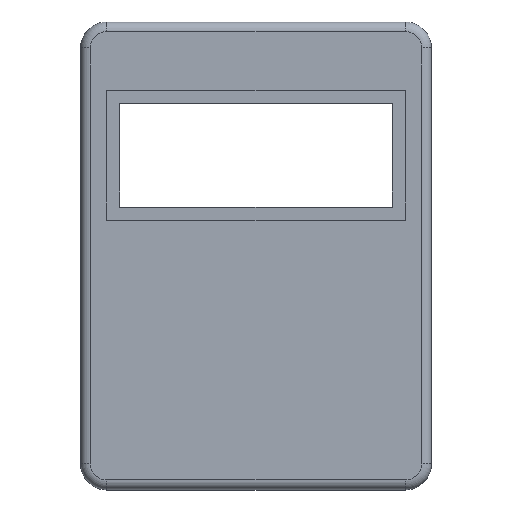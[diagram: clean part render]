
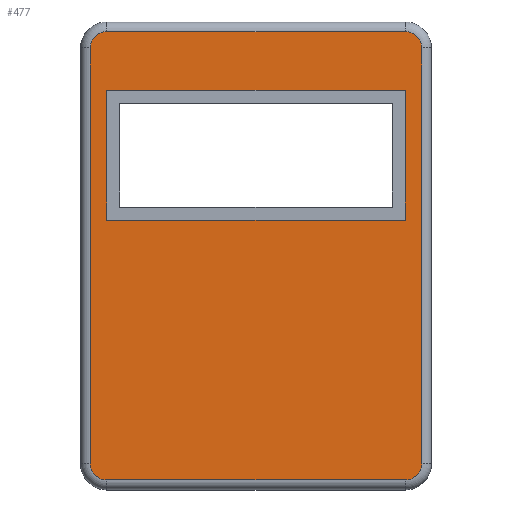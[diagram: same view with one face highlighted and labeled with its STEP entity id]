
A CAD part, top view. The second image highlights one B-rep face of the part: STEP entity #477.
In plain terms, the highlighted planar face has unit normal (0, 0, 1).
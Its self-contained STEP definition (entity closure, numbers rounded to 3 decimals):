
#131 = VERTEX_POINT('',#132);
#132 = CARTESIAN_POINT('',(4.,1.5,24.));
#139 = EDGE_CURVE('',#131,#140,#142,.T.);
#140 = VERTEX_POINT('',#141);
#141 = CARTESIAN_POINT('',(50.,1.5,24.));
#142 = LINE('',#143,#144);
#143 = CARTESIAN_POINT('',(4.,1.5,24.));
#144 = VECTOR('',#145,1.);
#145 = DIRECTION('',(1.,0.,0.));
#456 = VERTEX_POINT('',#457);
#457 = CARTESIAN_POINT('',(1.5,4.,24.));
#466 = EDGE_CURVE('',#456,#131,#467,.T.);
#467 = CIRCLE('',#468,2.5);
#468 = AXIS2_PLACEMENT_3D('',#469,#470,#471);
#469 = CARTESIAN_POINT('',(4.,4.,24.));
#470 = DIRECTION('',(0.,0.,1.));
#471 = DIRECTION('',(-1.,0.,0.));
#477 = ADVANCED_FACE('',(#478,#531),#565,.T.);
#478 = FACE_BOUND('',#479,.T.);
#479 = EDGE_LOOP('',(#480,#481,#490,#498,#507,#515,#524,#530));
#480 = ORIENTED_EDGE('',*,*,#139,.T.);
#481 = ORIENTED_EDGE('',*,*,#482,.T.);
#482 = EDGE_CURVE('',#140,#483,#485,.T.);
#483 = VERTEX_POINT('',#484);
#484 = CARTESIAN_POINT('',(52.5,4.,24.));
#485 = CIRCLE('',#486,2.5);
#486 = AXIS2_PLACEMENT_3D('',#487,#488,#489);
#487 = CARTESIAN_POINT('',(50.,4.,24.));
#488 = DIRECTION('',(-0.,0.,1.));
#489 = DIRECTION('',(0.,-1.,0.));
#490 = ORIENTED_EDGE('',*,*,#491,.T.);
#491 = EDGE_CURVE('',#483,#492,#494,.T.);
#492 = VERTEX_POINT('',#493);
#493 = CARTESIAN_POINT('',(52.5,68.,24.));
#494 = LINE('',#495,#496);
#495 = CARTESIAN_POINT('',(52.5,4.,24.));
#496 = VECTOR('',#497,1.);
#497 = DIRECTION('',(0.,1.,0.));
#498 = ORIENTED_EDGE('',*,*,#499,.T.);
#499 = EDGE_CURVE('',#492,#500,#502,.T.);
#500 = VERTEX_POINT('',#501);
#501 = CARTESIAN_POINT('',(50.,70.5,24.));
#502 = CIRCLE('',#503,2.5);
#503 = AXIS2_PLACEMENT_3D('',#504,#505,#506);
#504 = CARTESIAN_POINT('',(50.,68.,24.));
#505 = DIRECTION('',(0.,0.,1.));
#506 = DIRECTION('',(1.,0.,0.));
#507 = ORIENTED_EDGE('',*,*,#508,.T.);
#508 = EDGE_CURVE('',#500,#509,#511,.T.);
#509 = VERTEX_POINT('',#510);
#510 = CARTESIAN_POINT('',(4.,70.5,24.));
#511 = LINE('',#512,#513);
#512 = CARTESIAN_POINT('',(50.,70.5,24.));
#513 = VECTOR('',#514,1.);
#514 = DIRECTION('',(-1.,0.,0.));
#515 = ORIENTED_EDGE('',*,*,#516,.T.);
#516 = EDGE_CURVE('',#509,#517,#519,.T.);
#517 = VERTEX_POINT('',#518);
#518 = CARTESIAN_POINT('',(1.5,68.,24.));
#519 = CIRCLE('',#520,2.5);
#520 = AXIS2_PLACEMENT_3D('',#521,#522,#523);
#521 = CARTESIAN_POINT('',(4.,68.,24.));
#522 = DIRECTION('',(0.,0.,1.));
#523 = DIRECTION('',(0.,1.,0.));
#524 = ORIENTED_EDGE('',*,*,#525,.T.);
#525 = EDGE_CURVE('',#517,#456,#526,.T.);
#526 = LINE('',#527,#528);
#527 = CARTESIAN_POINT('',(1.5,68.,24.));
#528 = VECTOR('',#529,1.);
#529 = DIRECTION('',(0.,-1.,0.));
#530 = ORIENTED_EDGE('',*,*,#466,.T.);
#531 = FACE_BOUND('',#532,.T.);
#532 = EDGE_LOOP('',(#533,#543,#551,#559));
#533 = ORIENTED_EDGE('',*,*,#534,.F.);
#534 = EDGE_CURVE('',#535,#537,#539,.T.);
#535 = VERTEX_POINT('',#536);
#536 = CARTESIAN_POINT('',(4.,61.5,24.));
#537 = VERTEX_POINT('',#538);
#538 = CARTESIAN_POINT('',(4.,41.5,24.));
#539 = LINE('',#540,#541);
#540 = CARTESIAN_POINT('',(4.,61.5,24.));
#541 = VECTOR('',#542,1.);
#542 = DIRECTION('',(0.,-1.,0.));
#543 = ORIENTED_EDGE('',*,*,#544,.F.);
#544 = EDGE_CURVE('',#545,#535,#547,.T.);
#545 = VERTEX_POINT('',#546);
#546 = CARTESIAN_POINT('',(50.,61.5,24.));
#547 = LINE('',#548,#549);
#548 = CARTESIAN_POINT('',(50.,61.5,24.));
#549 = VECTOR('',#550,1.);
#550 = DIRECTION('',(-1.,0.,0.));
#551 = ORIENTED_EDGE('',*,*,#552,.F.);
#552 = EDGE_CURVE('',#553,#545,#555,.T.);
#553 = VERTEX_POINT('',#554);
#554 = CARTESIAN_POINT('',(50.,41.5,24.));
#555 = LINE('',#556,#557);
#556 = CARTESIAN_POINT('',(50.,41.5,24.));
#557 = VECTOR('',#558,1.);
#558 = DIRECTION('',(0.,1.,0.));
#559 = ORIENTED_EDGE('',*,*,#560,.F.);
#560 = EDGE_CURVE('',#537,#553,#561,.T.);
#561 = LINE('',#562,#563);
#562 = CARTESIAN_POINT('',(4.,41.5,24.));
#563 = VECTOR('',#564,1.);
#564 = DIRECTION('',(1.,0.,0.));
#565 = PLANE('',#566);
#566 = AXIS2_PLACEMENT_3D('',#567,#568,#569);
#567 = CARTESIAN_POINT('',(27.,36.,24.));
#568 = DIRECTION('',(0.,0.,1.));
#569 = DIRECTION('',(1.,0.,0.));
